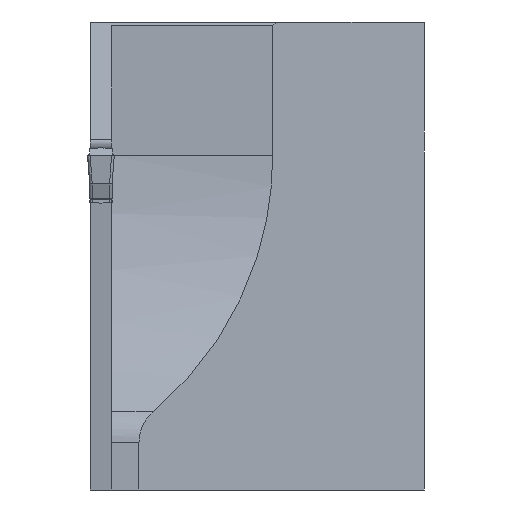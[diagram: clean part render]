
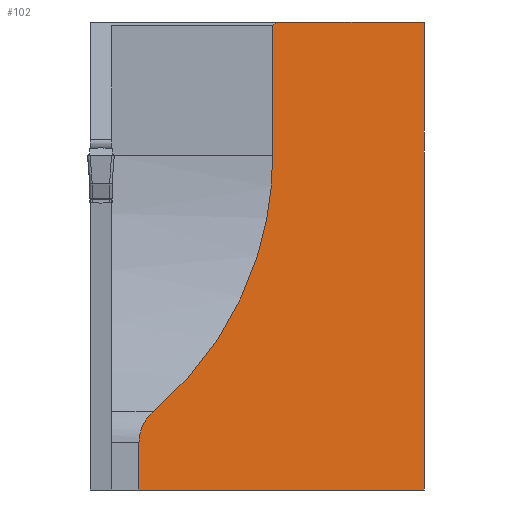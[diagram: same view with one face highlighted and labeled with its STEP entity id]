
A CAD part, left-side view. The second image highlights one B-rep face of the part: STEP entity #102.
In plain terms, the highlighted planar face has unit normal (-0.707, -0.707, 0).
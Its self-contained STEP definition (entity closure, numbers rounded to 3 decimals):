
#68=ELLIPSE('',#1161,4.243,3.);
#69=ELLIPSE('',#1173,35.355,25.);
#102=ADVANCED_FACE('',(#204),#160,.F.);
#160=PLANE('',#1176);
#204=FACE_OUTER_BOUND('',#265,.T.);
#265=EDGE_LOOP('',(#404,#405,#406,#407,#408,#409,#410,#411));
#404=ORIENTED_EDGE('',*,*,#782,.F.);
#405=ORIENTED_EDGE('',*,*,#761,.F.);
#406=ORIENTED_EDGE('',*,*,#759,.F.);
#407=ORIENTED_EDGE('',*,*,#765,.F.);
#408=ORIENTED_EDGE('',*,*,#771,.F.);
#409=ORIENTED_EDGE('',*,*,#780,.F.);
#410=ORIENTED_EDGE('',*,*,#774,.F.);
#411=ORIENTED_EDGE('',*,*,#786,.F.);
#656=VERTEX_POINT('',#1592);
#657=VERTEX_POINT('',#1594);
#658=VERTEX_POINT('',#1598);
#660=VERTEX_POINT('',#1605);
#665=VERTEX_POINT('',#1617);
#666=VERTEX_POINT('',#1623);
#667=VERTEX_POINT('',#1625);
#668=VERTEX_POINT('',#1640);
#759=EDGE_CURVE('',#657,#656,#912,.T.);
#761=EDGE_CURVE('',#656,#658,#68,.T.);
#765=EDGE_CURVE('',#660,#657,#917,.T.);
#771=EDGE_CURVE('',#665,#660,#922,.T.);
#774=EDGE_CURVE('',#666,#667,#925,.T.);
#780=EDGE_CURVE('',#667,#665,#931,.T.);
#782=EDGE_CURVE('',#658,#668,#69,.T.);
#786=EDGE_CURVE('',#668,#666,#936,.T.);
#912=LINE('',#1595,#1042);
#917=LINE('',#1606,#1047);
#922=LINE('',#1618,#1052);
#925=LINE('',#1624,#1055);
#931=LINE('',#1634,#1061);
#936=LINE('',#1645,#1066);
#1042=VECTOR('',#1276,1.);
#1047=VECTOR('',#1287,1.);
#1052=VECTOR('',#1296,1.);
#1055=VECTOR('',#1303,1.);
#1061=VECTOR('',#1315,1.);
#1066=VECTOR('',#1330,1.);
#1161=AXIS2_PLACEMENT_3D('',#1599,#1280,#1281);
#1173=AXIS2_PLACEMENT_3D('',#1639,#1323,#1324);
#1176=AXIS2_PLACEMENT_3D('',#1647,#1333,#1334);
#1276=DIRECTION('',(0.,0.,1.));
#1280=DIRECTION('',(0.707,0.707,0.));
#1281=DIRECTION('',(-0.707,0.707,0.));
#1287=DIRECTION('',(-0.707,0.707,0.));
#1296=DIRECTION('',(0.,0.,-1.));
#1303=DIRECTION('',(0.629,-0.629,0.457));
#1315=DIRECTION('',(0.707,-0.707,0.));
#1323=DIRECTION('',(-0.707,-0.707,0.));
#1324=DIRECTION('',(-0.707,0.707,0.));
#1330=DIRECTION('',(0.,0.,1.));
#1333=DIRECTION('',(0.707,0.707,0.));
#1334=DIRECTION('',(0.707,-0.707,0.));
#1592=CARTESIAN_POINT('',(6.,21.35,-21.448));
#1594=CARTESIAN_POINT('',(6.,21.35,-25.));
#1595=CARTESIAN_POINT('',(6.,21.35,30.));
#1598=CARTESIAN_POINT('',(7.071,20.279,-19.15));
#1599=CARTESIAN_POINT('',(9.,18.35,-21.448));
#1605=CARTESIAN_POINT('',(27.35,0.,-25.));
#1606=CARTESIAN_POINT('',(27.35,0.,-25.));
#1617=CARTESIAN_POINT('',(27.35,0.,10.));
#1618=CARTESIAN_POINT('',(27.35,0.,30.));
#1623=CARTESIAN_POINT('',(16.,11.35,9.739));
#1624=CARTESIAN_POINT('',(30.803,-3.453,20.494));
#1625=CARTESIAN_POINT('',(16.359,10.991,10.));
#1634=CARTESIAN_POINT('',(27.35,0.,10.));
#1639=CARTESIAN_POINT('',(-9.,36.35,0.));
#1640=CARTESIAN_POINT('',(16.,11.35,0.));
#1645=CARTESIAN_POINT('',(16.,11.35,30.));
#1647=CARTESIAN_POINT('',(27.35,0.,30.));
